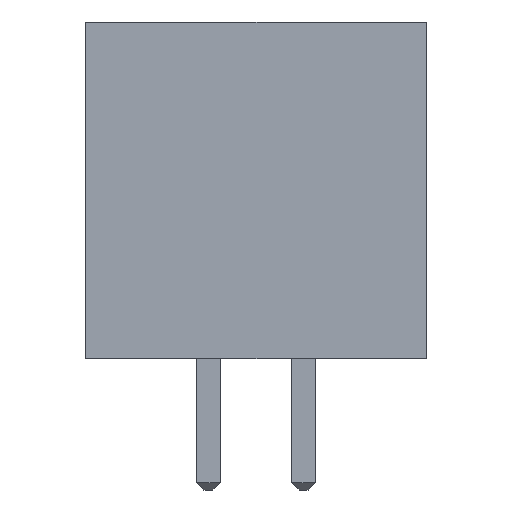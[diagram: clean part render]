
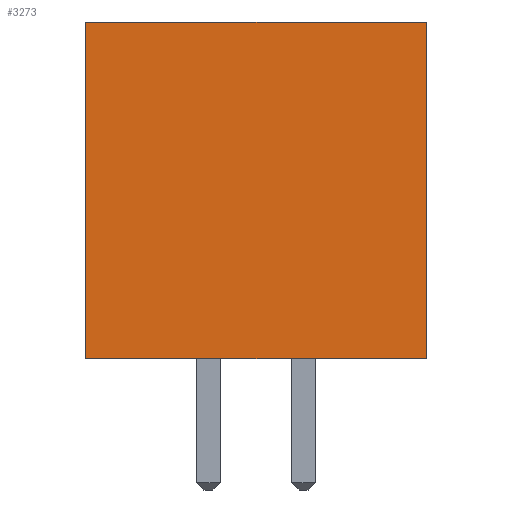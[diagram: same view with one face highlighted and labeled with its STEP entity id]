
A CAD part, left-side view. The second image highlights one B-rep face of the part: STEP entity #3273.
In plain terms, the highlighted planar face has unit normal (-1, 0, 0).
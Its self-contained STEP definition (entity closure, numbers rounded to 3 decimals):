
#291 = CARTESIAN_POINT ( 'NONE',  ( -16.55, -4.55, 9. ) ) ;
#865 = DIRECTION ( 'NONE',  ( 0., -1., 0. ) ) ;
#941 = VECTOR ( 'NONE', #8822, 1000. ) ;
#981 = DIRECTION ( 'NONE',  ( 0., 0., -1. ) ) ;
#1101 = DIRECTION ( 'NONE',  ( 1., 0., 0. ) ) ;
#1408 = LINE ( 'NONE', #5110, #941 ) ;
#2065 = CARTESIAN_POINT ( 'NONE',  ( -16.55, 4.55, 9. ) ) ;
#2104 = DIRECTION ( 'NONE',  ( 0., -1., 0. ) ) ;
#2424 = ORIENTED_EDGE ( 'NONE', *, *, #10794, .T. ) ;
#2789 = PLANE ( 'NONE',  #6954 ) ;
#3057 = CARTESIAN_POINT ( 'NONE',  ( -16.55, 4.55, 9. ) ) ;
#3273 = ADVANCED_FACE ( 'NONE', ( #7603 ), #2789, .F. ) ;
#3837 = LINE ( 'NONE', #2065, #5415 ) ;
#3983 = CARTESIAN_POINT ( 'NONE',  ( -16.55, -4.55, 0. ) ) ;
#3995 = LINE ( 'NONE', #8682, #6906 ) ;
#4840 = VERTEX_POINT ( 'NONE', #8561 ) ;
#4848 = EDGE_CURVE ( 'NONE', #9984, #11984, #3995, .T. ) ;
#4939 = EDGE_LOOP ( 'NONE', ( #8400, #8055, #8224, #2424 ) ) ;
#5110 = CARTESIAN_POINT ( 'NONE',  ( -16.55, -4.55, 9. ) ) ;
#5415 = VECTOR ( 'NONE', #8528, 1000. ) ;
#6311 = LINE ( 'NONE', #10072, #11253 ) ;
#6906 = VECTOR ( 'NONE', #2104, 1000. ) ;
#6954 = AXIS2_PLACEMENT_3D ( 'NONE', #291, #1101, #981 ) ;
#7181 = CARTESIAN_POINT ( 'NONE',  ( -16.55, 4.55, 0. ) ) ;
#7603 = FACE_OUTER_BOUND ( 'NONE', #4939, .T. ) ;
#8055 = ORIENTED_EDGE ( 'NONE', *, *, #10183, .F. ) ;
#8224 = ORIENTED_EDGE ( 'NONE', *, *, #10047, .F. ) ;
#8400 = ORIENTED_EDGE ( 'NONE', *, *, #4848, .T. ) ;
#8528 = DIRECTION ( 'NONE',  ( 0., 0., -1. ) ) ;
#8561 = CARTESIAN_POINT ( 'NONE',  ( -16.55, -4.55, 9. ) ) ;
#8682 = CARTESIAN_POINT ( 'NONE',  ( -16.55, -4.55, 0. ) ) ;
#8822 = DIRECTION ( 'NONE',  ( 0., 0., -1. ) ) ;
#9984 = VERTEX_POINT ( 'NONE', #7181 ) ;
#10047 = EDGE_CURVE ( 'NONE', #10566, #4840, #6311, .T. ) ;
#10072 = CARTESIAN_POINT ( 'NONE',  ( -16.55, -4.55, 9. ) ) ;
#10183 = EDGE_CURVE ( 'NONE', #4840, #11984, #1408, .T. ) ;
#10566 = VERTEX_POINT ( 'NONE', #3057 ) ;
#10794 = EDGE_CURVE ( 'NONE', #10566, #9984, #3837, .T. ) ;
#11253 = VECTOR ( 'NONE', #865, 1000. ) ;
#11984 = VERTEX_POINT ( 'NONE', #3983 ) ;
